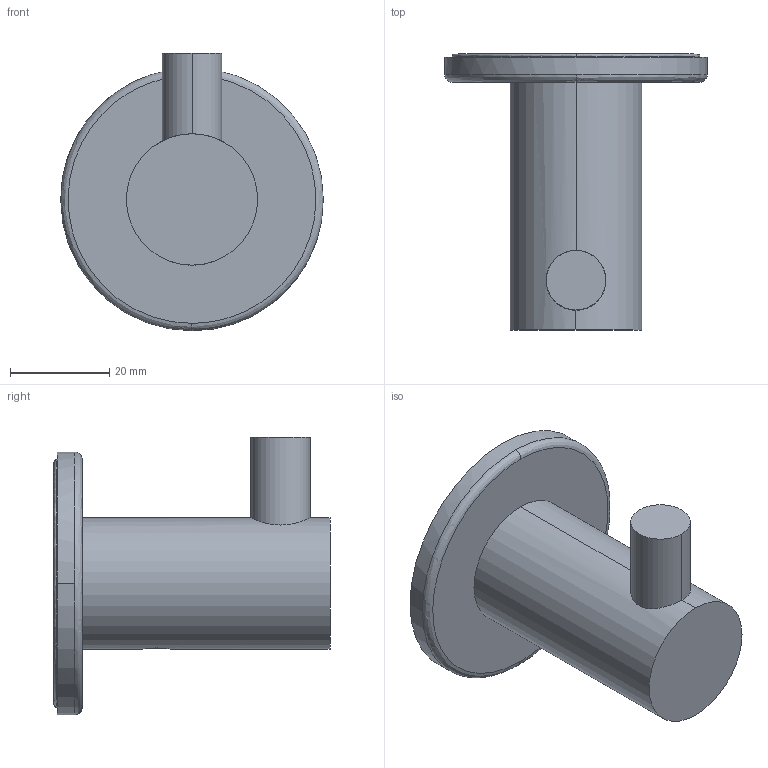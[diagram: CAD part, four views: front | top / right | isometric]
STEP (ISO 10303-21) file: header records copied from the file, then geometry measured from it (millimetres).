
FILE_DESCRIPTION (( 'STEP AP203' ), '1' );
FILE_NAME ('ASM05.stp', '2021-05-14T05:18:33', ( '' ), ( '' ), 'SwSTEP 2.0', 'SolidWorks 2021', '' );
FILE_SCHEMA (( 'CONFIG_CONTROL_DESIGN' ));
Length unit declared in the file: millimetre
Products named in the file (8): PQ35000; PQ3102; PLSDJ0507; PQ3225; ASM05; PQ35020; Q3P_ASM; PQ3102_2
Assembly tree (7 placements, depth 3):
  ASM05
    PQ3102_2
    PQ3102
    PQ3225
    Q3P_ASM
      PQ35020
      PQ35000
      PLSDJ0507
Bounding box: 53 x 55.7 x 56 mm (x, y, z)
Volume: 19499.8 mm3; surface area: 25429.9 mm2
Topology: 5 solids, 7 shells, 312 faces, 797 edges, 467 vertices
Faces by surface type: cylinder 137, bspline 106, plane 58, cone 11
Entity records: 17068 total; most frequent: CARTESIAN_POINT 9622, ORIENTED_EDGE 1514, DIRECTION 1221, EDGE_CURVE 759, AXIS2_PLACEMENT_3D 489, VERTEX_POINT 467, EDGE_LOOP 330, FACE_OUTER_BOUND 312
